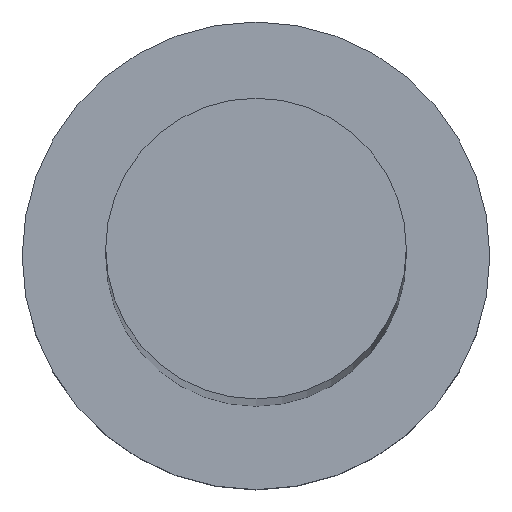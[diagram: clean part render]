
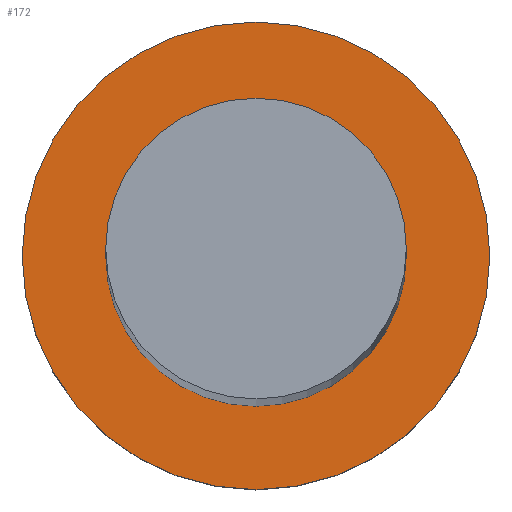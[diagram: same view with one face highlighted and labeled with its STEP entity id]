
A CAD part, top view. The second image highlights one B-rep face of the part: STEP entity #172.
In plain terms, the highlighted planar face has unit normal (0, 0, 1).
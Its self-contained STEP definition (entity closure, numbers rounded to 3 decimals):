
#1 = EDGE_CURVE ( 'NONE', #179, #74, #24, .T. ) ;
#6 = DIRECTION ( 'NONE',  ( 0., 0., 1. ) ) ;
#8 = CIRCLE ( 'NONE', #168, 7. ) ;
#9 = DIRECTION ( 'NONE',  ( 1., 0., 0. ) ) ;
#11 = DIRECTION ( 'NONE',  ( 0., 0., 1. ) ) ;
#24 = CIRCLE ( 'NONE', #61, 4.5 ) ;
#28 = DIRECTION ( 'NONE',  ( 0., 0., 1. ) ) ;
#31 = CARTESIAN_POINT ( 'NONE',  ( 0., 0., 5. ) ) ;
#35 = EDGE_CURVE ( 'NONE', #144, #164, #8, .T. ) ;
#49 = EDGE_LOOP ( 'NONE', ( #143, #186 ) ) ;
#54 = EDGE_LOOP ( 'NONE', ( #232, #180 ) ) ;
#61 = AXIS2_PLACEMENT_3D ( 'NONE', #105, #28, #145 ) ;
#63 = AXIS2_PLACEMENT_3D ( 'NONE', #243, #72, #9 ) ;
#66 = DIRECTION ( 'NONE',  ( 1., 0., 0. ) ) ;
#72 = DIRECTION ( 'NONE',  ( 0., 0., 1. ) ) ;
#74 = VERTEX_POINT ( 'NONE', #147 ) ;
#83 = CIRCLE ( 'NONE', #223, 4.5 ) ;
#87 = CARTESIAN_POINT ( 'NONE',  ( 0., 0., 5. ) ) ;
#88 = PLANE ( 'NONE',  #63 ) ;
#104 = FACE_BOUND ( 'NONE', #49, .T. ) ;
#105 = CARTESIAN_POINT ( 'NONE',  ( 0., 0., 5. ) ) ;
#124 = CARTESIAN_POINT ( 'NONE',  ( -7., 0., 5. ) ) ;
#128 = DIRECTION ( 'NONE',  ( 1., 0., 0. ) ) ;
#139 = EDGE_CURVE ( 'NONE', #74, #179, #83, .T. ) ;
#140 = DIRECTION ( 'NONE',  ( 0., 0., 1. ) ) ;
#142 = CARTESIAN_POINT ( 'NONE',  ( 0., 0., 5. ) ) ;
#143 = ORIENTED_EDGE ( 'NONE', *, *, #139, .F. ) ;
#144 = VERTEX_POINT ( 'NONE', #124 ) ;
#145 = DIRECTION ( 'NONE',  ( 1., 0., 0. ) ) ;
#146 = CARTESIAN_POINT ( 'NONE',  ( 4.5, 0., 5. ) ) ;
#147 = CARTESIAN_POINT ( 'NONE',  ( -4.5, 0., 5. ) ) ;
#164 = VERTEX_POINT ( 'NONE', #198 ) ;
#168 = AXIS2_PLACEMENT_3D ( 'NONE', #87, #11, #128 ) ;
#169 = AXIS2_PLACEMENT_3D ( 'NONE', #142, #140, #66 ) ;
#172 = ADVANCED_FACE ( 'NONE', ( #104, #183 ), #88, .T. ) ;
#179 = VERTEX_POINT ( 'NONE', #146 ) ;
#180 = ORIENTED_EDGE ( 'NONE', *, *, #182, .T. ) ;
#182 = EDGE_CURVE ( 'NONE', #164, #144, #207, .T. ) ;
#183 = FACE_OUTER_BOUND ( 'NONE', #54, .T. ) ;
#186 = ORIENTED_EDGE ( 'NONE', *, *, #1, .F. ) ;
#198 = CARTESIAN_POINT ( 'NONE',  ( 7., 0., 5. ) ) ;
#207 = CIRCLE ( 'NONE', #169, 7. ) ;
#223 = AXIS2_PLACEMENT_3D ( 'NONE', #31, #6, #227 ) ;
#227 = DIRECTION ( 'NONE',  ( 1., 0., 0. ) ) ;
#232 = ORIENTED_EDGE ( 'NONE', *, *, #35, .T. ) ;
#243 = CARTESIAN_POINT ( 'NONE',  ( 0., 0., 5. ) ) ;
